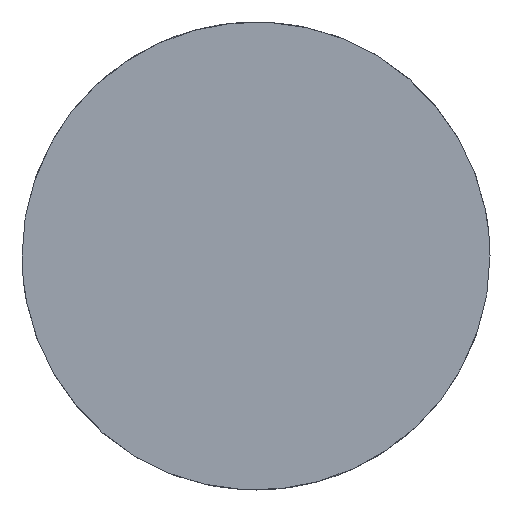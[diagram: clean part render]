
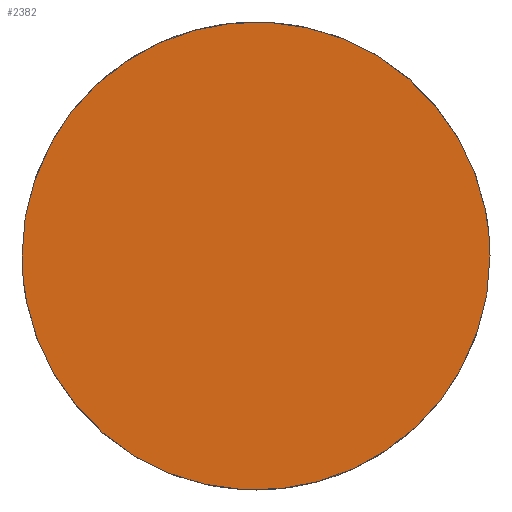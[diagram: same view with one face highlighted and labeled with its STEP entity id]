
A CAD part, front view. The second image highlights one B-rep face of the part: STEP entity #2382.
In plain terms, the highlighted planar face has unit normal (0, -1, 0).
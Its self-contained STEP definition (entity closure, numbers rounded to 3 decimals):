
#2335=CARTESIAN_POINT('Axis2P3D Location',(0.,12.5,0.)) ;
#2341=CARTESIAN_POINT('Control Point',(-92.5,12.5,0.)) ;
#2342=CARTESIAN_POINT('Control Point',(-92.5,12.5,14.53)) ;
#2343=CARTESIAN_POINT('Control Point',(-89.647,12.5,29.06)) ;
#2344=CARTESIAN_POINT('Control Point',(-83.938,12.5,42.842)) ;
#2345=CARTESIAN_POINT('Control Point',(-67.425,12.5,67.425)) ;
#2346=CARTESIAN_POINT('Control Point',(-42.842,12.5,83.938)) ;
#2347=CARTESIAN_POINT('Control Point',(-29.06,12.5,89.647)) ;
#2348=CARTESIAN_POINT('Control Point',(0.,12.5,95.353)) ;
#2349=CARTESIAN_POINT('Control Point',(29.06,12.5,89.647)) ;
#2350=CARTESIAN_POINT('Control Point',(42.842,12.5,83.938)) ;
#2351=CARTESIAN_POINT('Control Point',(67.425,12.5,67.425)) ;
#2352=CARTESIAN_POINT('Control Point',(83.938,12.5,42.842)) ;
#2353=CARTESIAN_POINT('Control Point',(89.647,12.5,29.06)) ;
#2354=CARTESIAN_POINT('Control Point',(92.5,12.5,14.53)) ;
#2355=CARTESIAN_POINT('Control Point',(92.5,12.5,0.)) ;
#2356=CARTESIAN_POINT('Vertex',(-92.5,12.5,0.)) ;
#2358=CARTESIAN_POINT('Vertex',(92.5,12.5,0.)) ;
#2362=CARTESIAN_POINT('Control Point',(92.5,12.5,0.)) ;
#2363=CARTESIAN_POINT('Control Point',(92.5,12.5,-14.53)) ;
#2364=CARTESIAN_POINT('Control Point',(89.647,12.5,-29.06)) ;
#2365=CARTESIAN_POINT('Control Point',(83.938,12.5,-42.842)) ;
#2366=CARTESIAN_POINT('Control Point',(67.425,12.5,-67.425)) ;
#2367=CARTESIAN_POINT('Control Point',(42.842,12.5,-83.938)) ;
#2368=CARTESIAN_POINT('Control Point',(29.06,12.5,-89.647)) ;
#2369=CARTESIAN_POINT('Control Point',(0.,12.5,-95.353)) ;
#2370=CARTESIAN_POINT('Control Point',(-29.06,12.5,-89.647)) ;
#2371=CARTESIAN_POINT('Control Point',(-42.842,12.5,-83.938)) ;
#2372=CARTESIAN_POINT('Control Point',(-67.425,12.5,-67.425)) ;
#2373=CARTESIAN_POINT('Control Point',(-83.938,12.5,-42.842)) ;
#2374=CARTESIAN_POINT('Control Point',(-89.647,12.5,-29.06)) ;
#2375=CARTESIAN_POINT('Control Point',(-92.5,12.5,-14.53)) ;
#2376=CARTESIAN_POINT('Control Point',(-92.5,12.5,0.)) ;
#2336=DIRECTION('Axis2P3D Direction',(0.,1.,-0.)) ;
#2337=DIRECTION('Axis2P3D XDirection',(-1.,0.,0.)) ;
#2338=AXIS2_PLACEMENT_3D('Plane Axis2P3D',#2335,#2336,#2337) ;
#2339=PLANE('',#2338) ;
#2360=EDGE_CURVE('',#2357,#2359,#2340,.T.) ;
#2377=EDGE_CURVE('',#2359,#2357,#2361,.T.) ;
#2379=ORIENTED_EDGE('',*,*,#2360,.F.) ;
#2380=ORIENTED_EDGE('',*,*,#2377,.F.) ;
#2378=EDGE_LOOP('',(#2379,#2380)) ;
#2357=VERTEX_POINT('',#2356) ;
#2359=VERTEX_POINT('',#2358) ;
#2382=ADVANCED_FACE('PartBody',(#2381),#2339,.F.) ;
#2340=B_SPLINE_CURVE_WITH_KNOTS('',5,(#2341,#2342,#2343,#2344,#2345,#2346,#2347,#2348,#2349,#2350,#2351,#2352,#2353,#2354,#2355),.UNSPECIFIED.,.F.,.U.,(6,3,3,3,6),(0.,72.649,145.299,217.948,290.597),.UNSPECIFIED.) ;
#2361=B_SPLINE_CURVE_WITH_KNOTS('',5,(#2362,#2363,#2364,#2365,#2366,#2367,#2368,#2369,#2370,#2371,#2372,#2373,#2374,#2375,#2376),.UNSPECIFIED.,.F.,.U.,(6,3,3,3,6),(290.597,363.247,435.896,508.545,581.195),.UNSPECIFIED.) ;
#2381=FACE_OUTER_BOUND('',#2378,.T.) ;
